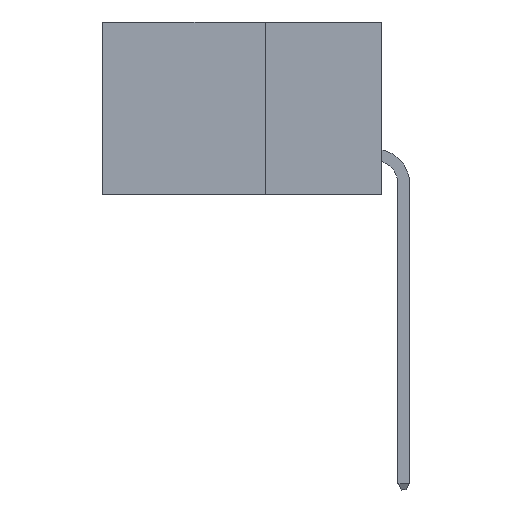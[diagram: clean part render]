
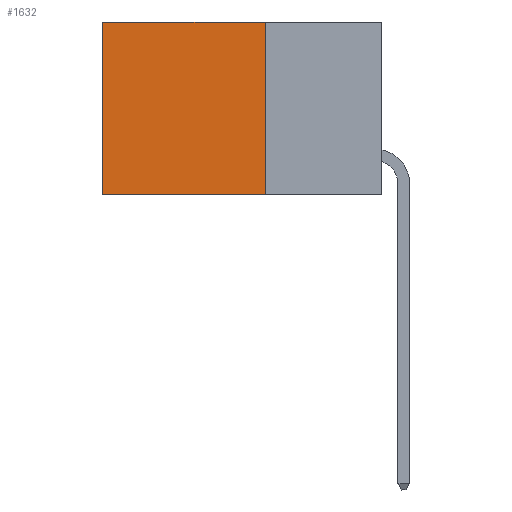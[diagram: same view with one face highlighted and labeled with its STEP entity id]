
A CAD part, left-side view. The second image highlights one B-rep face of the part: STEP entity #1632.
In plain terms, the highlighted planar face has unit normal (-1, 0, 0).
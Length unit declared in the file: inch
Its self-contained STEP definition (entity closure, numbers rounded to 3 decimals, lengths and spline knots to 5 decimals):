
#18 = DIRECTION ( 'NONE',  ( 0., 1., 0. ) ) ;
#318 = DIRECTION ( 'NONE',  ( 0., 1., 0. ) ) ;
#1245 = CARTESIAN_POINT ( 'NONE',  ( 0.2875, 0.25, 0. ) ) ;
#1337 = VECTOR ( 'NONE', #318, 39.37008 ) ;
#1632 = ADVANCED_FACE ( 'NONE', ( #10395 ), #12483, .F. ) ;
#3537 = ORIENTED_EDGE ( 'NONE', *, *, #8257, .T. ) ;
#3550 = ORIENTED_EDGE ( 'NONE', *, *, #12961, .F. ) ;
#3576 = ORIENTED_EDGE ( 'NONE', *, *, #13673, .F. ) ;
#3664 = ORIENTED_EDGE ( 'NONE', *, *, #3916, .T. ) ;
#3916 = EDGE_CURVE ( 'NONE', #8405, #6053, #6715, .T. ) ;
#4460 = CARTESIAN_POINT ( 'NONE',  ( 0.2875, 0.25, -0.37 ) ) ;
#4591 = LINE ( 'NONE', #6285, #1337 ) ;
#5071 = VERTEX_POINT ( 'NONE', #8866 ) ;
#6053 = VERTEX_POINT ( 'NONE', #12465 ) ;
#6285 = CARTESIAN_POINT ( 'NONE',  ( 0.2875, 0.25, -0.37 ) ) ;
#6715 = LINE ( 'NONE', #7091, #11731 ) ;
#6782 = VERTEX_POINT ( 'NONE', #4460 ) ;
#6837 = CARTESIAN_POINT ( 'NONE',  ( 0.2875, 0.6, 0. ) ) ;
#7091 = CARTESIAN_POINT ( 'NONE',  ( 0.2875, 0.25, 0. ) ) ;
#7183 = VECTOR ( 'NONE', #11284, 39.37008 ) ;
#7215 = LINE ( 'NONE', #6837, #12461 ) ;
#8257 = EDGE_CURVE ( 'NONE', #6053, #5071, #7215, .T. ) ;
#8267 = CARTESIAN_POINT ( 'NONE',  ( 0.2875, 0.25, 0. ) ) ;
#8405 = VERTEX_POINT ( 'NONE', #1245 ) ;
#8866 = CARTESIAN_POINT ( 'NONE',  ( 0.2875, 0.6, -0.37 ) ) ;
#10191 = LINE ( 'NONE', #8267, #7183 ) ;
#10395 = FACE_OUTER_BOUND ( 'NONE', #11260, .T. ) ;
#10863 = DIRECTION ( 'NONE',  ( 0., 0., -1. ) ) ;
#11260 = EDGE_LOOP ( 'NONE', ( #3537, #3550, #3576, #3664 ) ) ;
#11284 = DIRECTION ( 'NONE',  ( 0., 0., -1. ) ) ;
#11731 = VECTOR ( 'NONE', #18, 39.37008 ) ;
#11962 = DIRECTION ( 'NONE',  ( 1., 0., 0. ) ) ;
#12365 = DIRECTION ( 'NONE',  ( 0., 0., -1. ) ) ;
#12387 = AXIS2_PLACEMENT_3D ( 'NONE', #12431, #11962, #12365 ) ;
#12431 = CARTESIAN_POINT ( 'NONE',  ( 0.2875, 0.25, 0. ) ) ;
#12461 = VECTOR ( 'NONE', #10863, 39.37008 ) ;
#12465 = CARTESIAN_POINT ( 'NONE',  ( 0.2875, 0.6, 0. ) ) ;
#12483 = PLANE ( 'NONE',  #12387 ) ;
#12961 = EDGE_CURVE ( 'NONE', #6782, #5071, #4591, .T. ) ;
#13673 = EDGE_CURVE ( 'NONE', #8405, #6782, #10191, .T. ) ;
